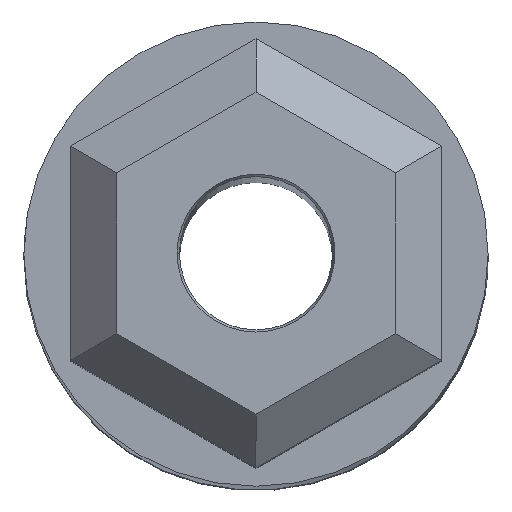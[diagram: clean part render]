
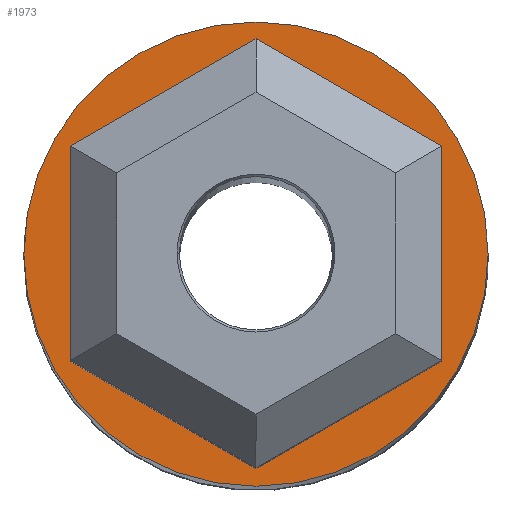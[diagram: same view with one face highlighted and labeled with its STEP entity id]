
A CAD part, top view. The second image highlights one B-rep face of the part: STEP entity #1973.
In plain terms, the highlighted planar face has unit normal (0, 0, 1).
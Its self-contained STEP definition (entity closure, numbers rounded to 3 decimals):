
#21 = ORIENTED_EDGE ( 'NONE', *, *, #2954, .T. ) ;
#27 = DIRECTION ( 'NONE',  ( -0.866, -0.5, 0. ) ) ;
#160 = ORIENTED_EDGE ( 'NONE', *, *, #2284, .T. ) ;
#270 = FACE_OUTER_BOUND ( 'NONE', #714, .T. ) ;
#288 = DIRECTION ( 'NONE',  ( 1., 0., 0. ) ) ;
#349 = LINE ( 'NONE', #952, #1011 ) ;
#395 = LINE ( 'NONE', #1347, #1519 ) ;
#439 = DIRECTION ( 'NONE',  ( 0., -1., 0. ) ) ;
#471 = CARTESIAN_POINT ( 'NONE',  ( -2., 1.155, 12.5 ) ) ;
#474 = EDGE_CURVE ( 'NONE', #768, #1903, #1668, .T. ) ;
#479 = VERTEX_POINT ( 'NONE', #853 ) ;
#519 = DIRECTION ( 'NONE',  ( 1., 0., 0. ) ) ;
#558 = CARTESIAN_POINT ( 'NONE',  ( 2., 1.155, 12.5 ) ) ;
#567 = VERTEX_POINT ( 'NONE', #2487 ) ;
#571 = EDGE_CURVE ( 'NONE', #1903, #2552, #395, .T. ) ;
#593 = VERTEX_POINT ( 'NONE', #2843 ) ;
#691 = EDGE_CURVE ( 'NONE', #1277, #479, #2088, .T. ) ;
#714 = EDGE_LOOP ( 'NONE', ( #21, #160 ) ) ;
#715 = VECTOR ( 'NONE', #2658, 1000. ) ;
#768 = VERTEX_POINT ( 'NONE', #2105 ) ;
#787 = VECTOR ( 'NONE', #439, 1000. ) ;
#853 = CARTESIAN_POINT ( 'NONE',  ( -2., 1.155, 12.5 ) ) ;
#883 = CARTESIAN_POINT ( 'NONE',  ( 0., -2.309, 12.5 ) ) ;
#952 = CARTESIAN_POINT ( 'NONE',  ( 2., 1.155, 12.5 ) ) ;
#973 = CARTESIAN_POINT ( 'NONE',  ( 0., 0., 12.5 ) ) ;
#980 = CARTESIAN_POINT ( 'NONE',  ( 2.5, 0., 12.5 ) ) ;
#994 = ORIENTED_EDGE ( 'NONE', *, *, #2461, .F. ) ;
#1011 = VECTOR ( 'NONE', #2561, 1000. ) ;
#1136 = DIRECTION ( 'NONE',  ( 0., 0., 1. ) ) ;
#1161 = DIRECTION ( 'NONE',  ( 1., 0., 0. ) ) ;
#1213 = CARTESIAN_POINT ( 'NONE',  ( 0., 2.309, 12.5 ) ) ;
#1235 = AXIS2_PLACEMENT_3D ( 'NONE', #2529, #1136, #288 ) ;
#1236 = ORIENTED_EDGE ( 'NONE', *, *, #2288, .F. ) ;
#1277 = VERTEX_POINT ( 'NONE', #1476 ) ;
#1347 = CARTESIAN_POINT ( 'NONE',  ( 2., -1.155, 12.5 ) ) ;
#1416 = CARTESIAN_POINT ( 'NONE',  ( 0., 0., 12.5 ) ) ;
#1417 = DIRECTION ( 'NONE',  ( 0., 0., 1. ) ) ;
#1431 = EDGE_LOOP ( 'NONE', ( #1798, #2848, #994, #1236, #1897, #1440 ) ) ;
#1440 = ORIENTED_EDGE ( 'NONE', *, *, #1985, .F. ) ;
#1476 = CARTESIAN_POINT ( 'NONE',  ( 0., 2.309, 12.5 ) ) ;
#1478 = VECTOR ( 'NONE', #27, 1000. ) ;
#1519 = VECTOR ( 'NONE', #2818, 1000. ) ;
#1660 = FACE_BOUND ( 'NONE', #1431, .T. ) ;
#1668 = LINE ( 'NONE', #883, #2538 ) ;
#1695 = CIRCLE ( 'NONE', #2715, 2.5 ) ;
#1798 = ORIENTED_EDGE ( 'NONE', *, *, #571, .F. ) ;
#1867 = DIRECTION ( 'NONE',  ( 0., 0., 1. ) ) ;
#1897 = ORIENTED_EDGE ( 'NONE', *, *, #691, .F. ) ;
#1903 = VERTEX_POINT ( 'NONE', #2968 ) ;
#1973 = ADVANCED_FACE ( 'NONE', ( #1660, #270 ), #2581, .T. ) ;
#1985 = EDGE_CURVE ( 'NONE', #2552, #1277, #349, .T. ) ;
#2015 = LINE ( 'NONE', #2403, #715 ) ;
#2019 = LINE ( 'NONE', #471, #787 ) ;
#2085 = CIRCLE ( 'NONE', #1235, 2.5 ) ;
#2088 = LINE ( 'NONE', #1213, #1478 ) ;
#2105 = CARTESIAN_POINT ( 'NONE',  ( 0., -2.309, 12.5 ) ) ;
#2146 = VERTEX_POINT ( 'NONE', #980 ) ;
#2284 = EDGE_CURVE ( 'NONE', #2146, #567, #2085, .T. ) ;
#2288 = EDGE_CURVE ( 'NONE', #479, #593, #2019, .T. ) ;
#2403 = CARTESIAN_POINT ( 'NONE',  ( -2., -1.155, 12.5 ) ) ;
#2431 = AXIS2_PLACEMENT_3D ( 'NONE', #1416, #1867, #519 ) ;
#2461 = EDGE_CURVE ( 'NONE', #593, #768, #2015, .T. ) ;
#2487 = CARTESIAN_POINT ( 'NONE',  ( -2.5, 0., 12.5 ) ) ;
#2529 = CARTESIAN_POINT ( 'NONE',  ( 0., 0., 12.5 ) ) ;
#2538 = VECTOR ( 'NONE', #2962, 1000. ) ;
#2552 = VERTEX_POINT ( 'NONE', #558 ) ;
#2561 = DIRECTION ( 'NONE',  ( -0.866, 0.5, 0. ) ) ;
#2581 = PLANE ( 'NONE',  #2431 ) ;
#2658 = DIRECTION ( 'NONE',  ( 0.866, -0.5, 0. ) ) ;
#2715 = AXIS2_PLACEMENT_3D ( 'NONE', #973, #1417, #1161 ) ;
#2818 = DIRECTION ( 'NONE',  ( 0., 1., 0. ) ) ;
#2843 = CARTESIAN_POINT ( 'NONE',  ( -2., -1.155, 12.5 ) ) ;
#2848 = ORIENTED_EDGE ( 'NONE', *, *, #474, .F. ) ;
#2954 = EDGE_CURVE ( 'NONE', #567, #2146, #1695, .T. ) ;
#2962 = DIRECTION ( 'NONE',  ( 0.866, 0.5, 0. ) ) ;
#2968 = CARTESIAN_POINT ( 'NONE',  ( 2., -1.155, 12.5 ) ) ;
